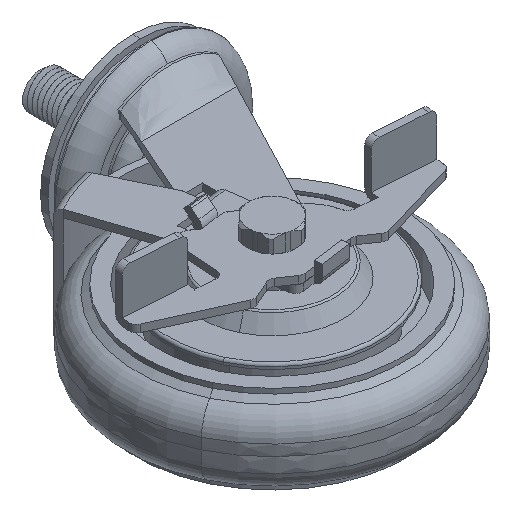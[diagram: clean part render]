
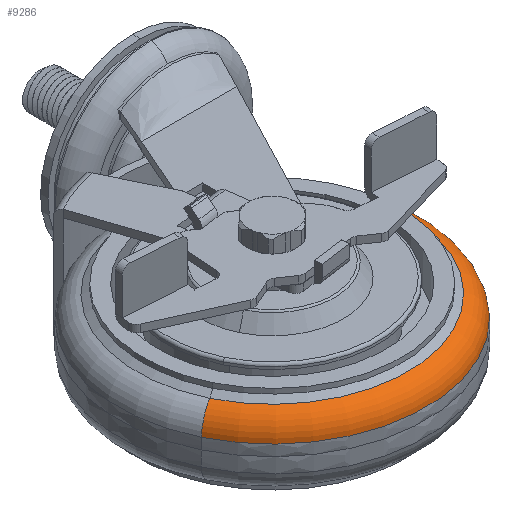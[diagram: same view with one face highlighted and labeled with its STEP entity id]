
A CAD part, isometric view. The second image highlights one B-rep face of the part: STEP entity #9286.
In plain terms, the highlighted toroidal (fillet/blend) face has major radius 52.544 mm and minor radius 10 mm.
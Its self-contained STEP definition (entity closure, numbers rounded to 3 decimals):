
#264 = DIRECTION ( 'NONE',  ( 0., 0., 1. ) ) ;
#292 = DIRECTION ( 'NONE',  ( -1., 0., 0. ) ) ;
#1172 = EDGE_LOOP ( 'NONE', ( #7437, #10454, #2270, #16656 ) ) ;
#1788 = TOROIDAL_SURFACE ( 'NONE', #15711, 52.544, 10. ) ;
#2238 = CARTESIAN_POINT ( 'NONE',  ( 13.204, 0., -55.041 ) ) ;
#2270 = ORIENTED_EDGE ( 'NONE', *, *, #17948, .F. ) ;
#2934 = CARTESIAN_POINT ( 'NONE',  ( 4.454, 0., 62.5 ) ) ;
#3265 = AXIS2_PLACEMENT_3D ( 'NONE', #14821, #5725, #16337 ) ;
#4417 = CIRCLE ( 'NONE', #13301, 55.041 ) ;
#4601 = VERTEX_POINT ( 'NONE', #2238 ) ;
#5627 = VERTEX_POINT ( 'NONE', #15343 ) ;
#5656 = EDGE_CURVE ( 'NONE', #4601, #5627, #16522, .T. ) ;
#5725 = DIRECTION ( 'NONE',  ( -1., 0., 0. ) ) ;
#6161 = DIRECTION ( 'NONE',  ( -1., 0., 0. ) ) ;
#6316 = DIRECTION ( 'NONE',  ( 0., -1., 0. ) ) ;
#7437 = ORIENTED_EDGE ( 'NONE', *, *, #14822, .T. ) ;
#9286 = ADVANCED_FACE ( 'NONE', ( #10617 ), #1788, .T. ) ;
#9709 = DIRECTION ( 'NONE',  ( 0., 1., 0. ) ) ;
#9791 = AXIS2_PLACEMENT_3D ( 'NONE', #18686, #9709, #264 ) ;
#10454 = ORIENTED_EDGE ( 'NONE', *, *, #5656, .T. ) ;
#10617 = FACE_OUTER_BOUND ( 'NONE', #1172, .T. ) ;
#11118 = VERTEX_POINT ( 'NONE', #2934 ) ;
#12659 = AXIS2_PLACEMENT_3D ( 'NONE', #15399, #6316, #16907 ) ;
#13301 = AXIS2_PLACEMENT_3D ( 'NONE', #15246, #6161, #16757 ) ;
#14076 = CARTESIAN_POINT ( 'NONE',  ( 13.204, 0., 55.041 ) ) ;
#14183 = EDGE_CURVE ( 'NONE', #16872, #11118, #18717, .T. ) ;
#14821 = CARTESIAN_POINT ( 'NONE',  ( 4.454, 0., 0. ) ) ;
#14822 = EDGE_CURVE ( 'NONE', #16872, #4601, #4417, .T. ) ;
#15246 = CARTESIAN_POINT ( 'NONE',  ( 13.204, 0., 0. ) ) ;
#15335 = CIRCLE ( 'NONE', #3265, 62.5 ) ;
#15343 = CARTESIAN_POINT ( 'NONE',  ( 4.454, 0., -62.5 ) ) ;
#15399 = CARTESIAN_POINT ( 'NONE',  ( 3.521, 0., 52.544 ) ) ;
#15711 = AXIS2_PLACEMENT_3D ( 'NONE', #15744, #292, #17256 ) ;
#15744 = CARTESIAN_POINT ( 'NONE',  ( 3.521, 0., 0. ) ) ;
#16337 = DIRECTION ( 'NONE',  ( 0., 0., 1. ) ) ;
#16522 = CIRCLE ( 'NONE', #9791, 10. ) ;
#16656 = ORIENTED_EDGE ( 'NONE', *, *, #14183, .F. ) ;
#16757 = DIRECTION ( 'NONE',  ( 0., 0., 1. ) ) ;
#16872 = VERTEX_POINT ( 'NONE', #14076 ) ;
#16907 = DIRECTION ( 'NONE',  ( 0., 0., -1. ) ) ;
#17256 = DIRECTION ( 'NONE',  ( 0., 0., 1. ) ) ;
#17948 = EDGE_CURVE ( 'NONE', #11118, #5627, #15335, .T. ) ;
#18686 = CARTESIAN_POINT ( 'NONE',  ( 3.521, 0., -52.544 ) ) ;
#18717 = CIRCLE ( 'NONE', #12659, 10. ) ;
